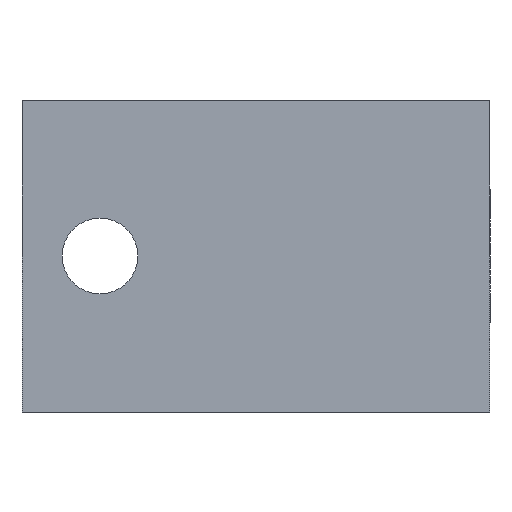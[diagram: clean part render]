
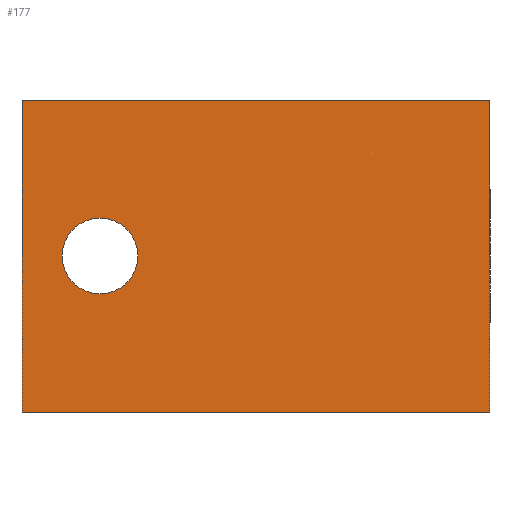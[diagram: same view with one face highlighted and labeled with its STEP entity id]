
A CAD part, left-side view. The second image highlights one B-rep face of the part: STEP entity #177.
In plain terms, the highlighted planar face has unit normal (-1, 0, 0).
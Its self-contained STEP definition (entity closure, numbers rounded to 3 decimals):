
#5 = LINE ( 'NONE', #320, #361 ) ;
#8 = EDGE_CURVE ( 'NONE', #370, #403, #5, .T. ) ;
#10 = EDGE_CURVE ( 'NONE', #323, #85, #218, .T. ) ;
#13 = EDGE_LOOP ( 'NONE', ( #43, #261, #133, #243 ) ) ;
#16 = CARTESIAN_POINT ( 'NONE',  ( 0., -21., 14. ) ) ;
#18 = AXIS2_PLACEMENT_3D ( 'NONE', #46, #28, #191 ) ;
#28 = DIRECTION ( 'NONE',  ( 1., 0., 0. ) ) ;
#32 = DIRECTION ( 'NONE',  ( 0., 1., 0. ) ) ;
#40 = EDGE_CURVE ( 'NONE', #346, #436, #179, .T. ) ;
#43 = ORIENTED_EDGE ( 'NONE', *, *, #289, .T. ) ;
#46 = CARTESIAN_POINT ( 'NONE',  ( 0., -3.5, 7. ) ) ;
#50 = DIRECTION ( 'NONE',  ( 0., 0., -1. ) ) ;
#85 = VERTEX_POINT ( 'NONE', #313 ) ;
#87 = CARTESIAN_POINT ( 'NONE',  ( 0., -1.8, 7. ) ) ;
#100 = LINE ( 'NONE', #286, #368 ) ;
#101 = PLANE ( 'NONE',  #140 ) ;
#118 = EDGE_CURVE ( 'NONE', #436, #346, #153, .T. ) ;
#127 = DIRECTION ( 'NONE',  ( 0., -1., 0. ) ) ;
#133 = ORIENTED_EDGE ( 'NONE', *, *, #369, .F. ) ;
#140 = AXIS2_PLACEMENT_3D ( 'NONE', #266, #161, #274 ) ;
#153 = CIRCLE ( 'NONE', #324, 1.7 ) ;
#159 = CARTESIAN_POINT ( 'NONE',  ( 0., -3.5, 7. ) ) ;
#161 = DIRECTION ( 'NONE',  ( 1., 0., 0. ) ) ;
#169 = CARTESIAN_POINT ( 'NONE',  ( 0., -5.2, 7. ) ) ;
#177 = ADVANCED_FACE ( 'NONE', ( #402, #214 ), #101, .F. ) ;
#179 = CIRCLE ( 'NONE', #18, 1.7 ) ;
#190 = VECTOR ( 'NONE', #50, 1000. ) ;
#191 = DIRECTION ( 'NONE',  ( 0., 1., 0. ) ) ;
#202 = CARTESIAN_POINT ( 'NONE',  ( 0., 0., 14. ) ) ;
#203 = DIRECTION ( 'NONE',  ( 0., -1., 0. ) ) ;
#214 = FACE_OUTER_BOUND ( 'NONE', #13, .T. ) ;
#218 = LINE ( 'NONE', #356, #190 ) ;
#235 = EDGE_LOOP ( 'NONE', ( #428, #285 ) ) ;
#243 = ORIENTED_EDGE ( 'NONE', *, *, #8, .T. ) ;
#261 = ORIENTED_EDGE ( 'NONE', *, *, #10, .F. ) ;
#266 = CARTESIAN_POINT ( 'NONE',  ( 0., 0., 14. ) ) ;
#274 = DIRECTION ( 'NONE',  ( 0., 1., 0. ) ) ;
#285 = ORIENTED_EDGE ( 'NONE', *, *, #40, .T. ) ;
#286 = CARTESIAN_POINT ( 'NONE',  ( 0., 0., 0. ) ) ;
#289 = EDGE_CURVE ( 'NONE', #403, #85, #100, .T. ) ;
#313 = CARTESIAN_POINT ( 'NONE',  ( 0., -21., 0. ) ) ;
#320 = CARTESIAN_POINT ( 'NONE',  ( 0., 0., 14. ) ) ;
#323 = VERTEX_POINT ( 'NONE', #16 ) ;
#324 = AXIS2_PLACEMENT_3D ( 'NONE', #159, #426, #32 ) ;
#330 = CARTESIAN_POINT ( 'NONE',  ( 0., 0., 0. ) ) ;
#346 = VERTEX_POINT ( 'NONE', #169 ) ;
#356 = CARTESIAN_POINT ( 'NONE',  ( 0., -21., 14. ) ) ;
#361 = VECTOR ( 'NONE', #393, 1000. ) ;
#367 = CARTESIAN_POINT ( 'NONE',  ( 0., 0., 14. ) ) ;
#368 = VECTOR ( 'NONE', #127, 1000. ) ;
#369 = EDGE_CURVE ( 'NONE', #370, #323, #439, .T. ) ;
#370 = VERTEX_POINT ( 'NONE', #202 ) ;
#393 = DIRECTION ( 'NONE',  ( 0., 0., -1. ) ) ;
#402 = FACE_BOUND ( 'NONE', #235, .T. ) ;
#403 = VERTEX_POINT ( 'NONE', #330 ) ;
#417 = VECTOR ( 'NONE', #203, 1000. ) ;
#426 = DIRECTION ( 'NONE',  ( 1., 0., 0. ) ) ;
#428 = ORIENTED_EDGE ( 'NONE', *, *, #118, .T. ) ;
#436 = VERTEX_POINT ( 'NONE', #87 ) ;
#439 = LINE ( 'NONE', #367, #417 ) ;
